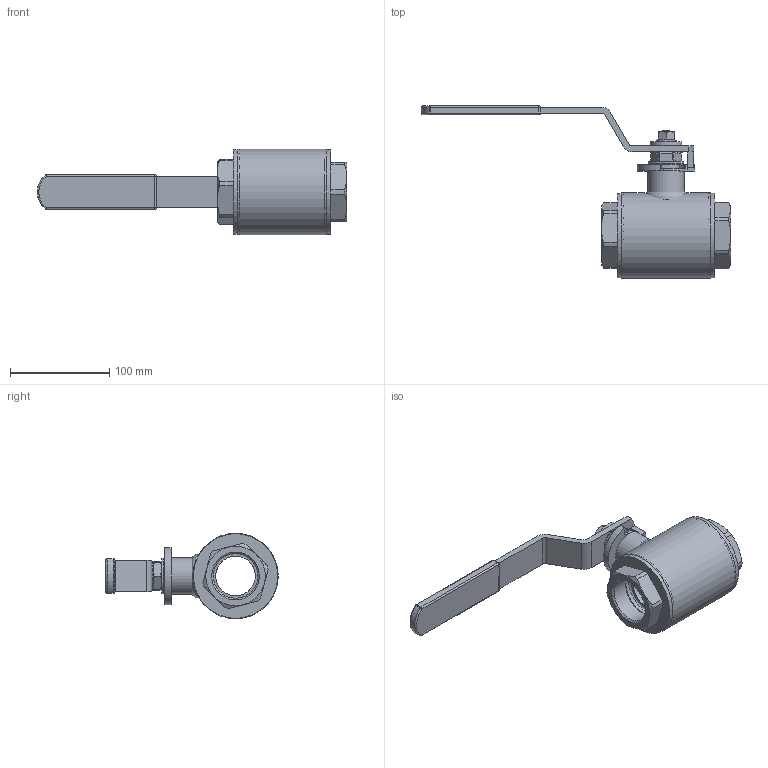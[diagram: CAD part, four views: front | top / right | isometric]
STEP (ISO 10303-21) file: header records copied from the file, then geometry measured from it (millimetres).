
FILE_DESCRIPTION(('STEP AP203'), '1');
FILE_NAME('ÔÁ39.030.040.020çàì', '', ('UNSPECIFIED'), ('UNSPECIFIED'), 'ASCON STEP Converter 1.6', 'ASCON Math Kernel', '');
FILE_SCHEMA(('CONFIG_CONTROL_DESIGN'));
Length unit declared in the file: millimetre
Products named in the file (20): 埡39.030.040.000; 埡39.030.040.023; 埡39.030.040.111; 埡39.030.040.003; 埡39.220.050.504; 埡39.030.040.015; 埡39.010.050.132-01; ﾔﾁﾑ94.005.08.007-01; 015-019-25; 埡39.010.050.905; 埡39.010.050.904; 埡39.010.050.903; 埡39.010.050.105; 埡39.010.050.102; 埡39.010.050.106
Assembly tree (24 placements, depth 2):
  埡39.030.040.000
    埡39.030.040.023
    埡39.030.040.111
    埡39.030.040.003  x2
    埡39.220.050.504  x2
    (unnamed)  x2
    埡39.030.040.015
    埡39.010.050.132-01
    ﾔﾁﾑ94.005.08.007-01
    015-019-25
    埡39.010.050.905
    埡39.010.050.904  x2
    埡39.010.050.903
    埡39.010.050.105
    埡39.010.050.102  x2
    埡39.010.050.106
    (unnamed)
    (unnamed)
    (unnamed)
    (unnamed)
Bounding box: 311.43 x 173.73 x 86 mm (x, y, z)
Volume: 624463 mm3; surface area: 191160.6 mm2
Topology: 25 solids, 25 shells, 342 faces, 690 edges, 417 vertices
Faces by surface type: plane 151, cylinder 108, cone 53, torus 21, sphere 9
Full cylindrical faces by diameter (mm): 8.376 x1, 10 x1, 10.5 x1, 15.294 x1, 15.3 x1, 18 x1, 18.858 x2, 19 x9, 20 x1, 26.5 x1, 27 x8, 32 x1, 35 x2, 36 x2, 37 x1, 40 x5, 43 x2, 44.8 x2, 46 x2, 48.5 x2, 54 x4, 67 x1, 69 x2, 72 x6, 80 x2, 85 x2, 86 x1
Entity records: 11774 total; most frequent: CARTESIAN_POINT 2875, DIRECTION 1246, ORIENTED_EDGE 916, AXIS2_PLACEMENT_3D 538, EDGE_CURVE 458, EDGE_LOOP 412, VERTEX_POINT 332, COLOUR_RGB 290
